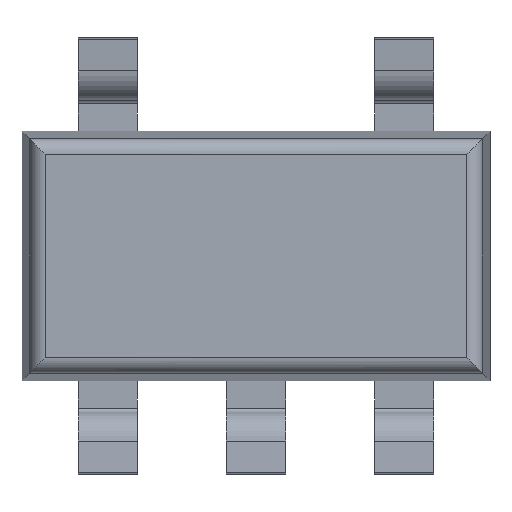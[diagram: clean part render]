
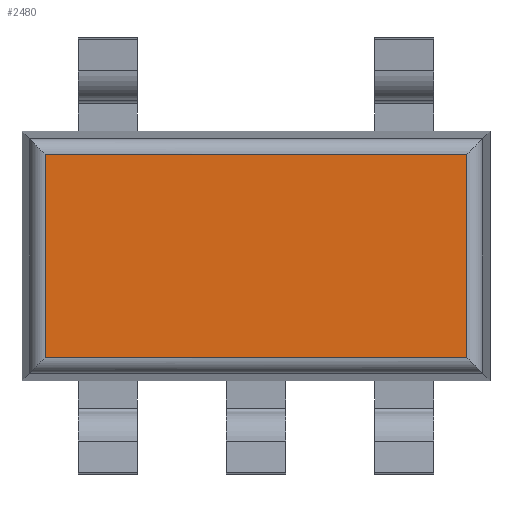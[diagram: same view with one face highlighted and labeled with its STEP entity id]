
A CAD part, front view. The second image highlights one B-rep face of the part: STEP entity #2480.
In plain terms, the highlighted planar face has unit normal (0, -1, 0).
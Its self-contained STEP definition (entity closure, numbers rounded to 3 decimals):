
#2480 = ADVANCED_FACE('',(#2481),#2515,.T.);
#2481 = FACE_BOUND('',#2482,.T.);
#2482 = EDGE_LOOP('',(#2483,#2493,#2501,#2509));
#2483 = ORIENTED_EDGE('',*,*,#2484,.T.);
#2484 = EDGE_CURVE('',#2485,#2487,#2489,.T.);
#2485 = VERTEX_POINT('',#2486);
#2486 = CARTESIAN_POINT('',(1.351,0.1,-0.651));
#2487 = VERTEX_POINT('',#2488);
#2488 = CARTESIAN_POINT('',(1.351,0.1,0.651));
#2489 = LINE('',#2490,#2491);
#2490 = CARTESIAN_POINT('',(1.351,0.1,-0.));
#2491 = VECTOR('',#2492,1.);
#2492 = DIRECTION('',(0.,0.,1.));
#2493 = ORIENTED_EDGE('',*,*,#2494,.T.);
#2494 = EDGE_CURVE('',#2487,#2495,#2497,.T.);
#2495 = VERTEX_POINT('',#2496);
#2496 = CARTESIAN_POINT('',(-1.351,0.1,0.651));
#2497 = LINE('',#2498,#2499);
#2498 = CARTESIAN_POINT('',(0.,0.1,0.651));
#2499 = VECTOR('',#2500,1.);
#2500 = DIRECTION('',(-1.,0.,0.));
#2501 = ORIENTED_EDGE('',*,*,#2502,.T.);
#2502 = EDGE_CURVE('',#2495,#2503,#2505,.T.);
#2503 = VERTEX_POINT('',#2504);
#2504 = CARTESIAN_POINT('',(-1.351,0.1,-0.651));
#2505 = LINE('',#2506,#2507);
#2506 = CARTESIAN_POINT('',(-1.351,0.1,0.));
#2507 = VECTOR('',#2508,1.);
#2508 = DIRECTION('',(0.,0.,-1.));
#2509 = ORIENTED_EDGE('',*,*,#2510,.T.);
#2510 = EDGE_CURVE('',#2503,#2485,#2511,.T.);
#2511 = LINE('',#2512,#2513);
#2512 = CARTESIAN_POINT('',(0.,0.1,-0.651));
#2513 = VECTOR('',#2514,1.);
#2514 = DIRECTION('',(1.,0.,0.));
#2515 = PLANE('',#2516);
#2516 = AXIS2_PLACEMENT_3D('',#2517,#2518,#2519);
#2517 = CARTESIAN_POINT('',(0.,0.1,0.));
#2518 = DIRECTION('',(0.,-1.,0.));
#2519 = DIRECTION('',(0.,-0.,-1.));
